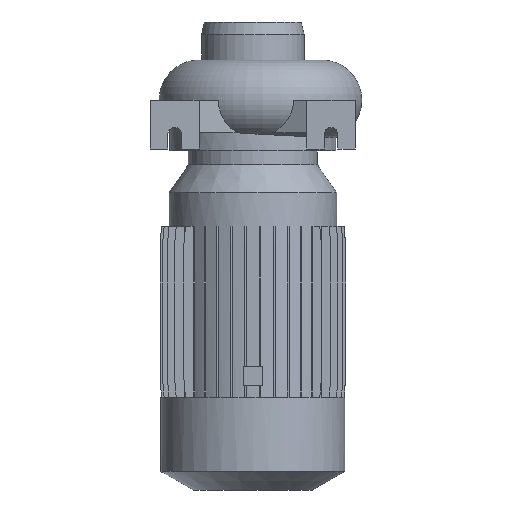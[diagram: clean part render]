
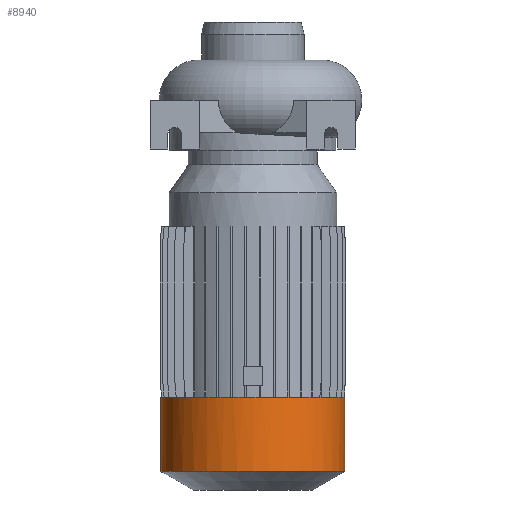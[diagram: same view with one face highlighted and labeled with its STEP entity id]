
A CAD part, front view. The second image highlights one B-rep face of the part: STEP entity #8940.
In plain terms, the highlighted cylindrical face has radius 94 mm (diameter 188 mm), a partial arc.
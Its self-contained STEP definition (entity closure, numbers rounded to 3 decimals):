
#1027 = CARTESIAN_POINT ( 'NONE',  ( -94., 0., -304. ) ) ;
#1032 = ORIENTED_EDGE ( 'NONE', *, *, #10424, .T. ) ;
#1090 = FACE_OUTER_BOUND ( 'NONE', #8830, .T. ) ;
#1812 = CARTESIAN_POINT ( 'NONE',  ( 0., 0., -380. ) ) ;
#1849 = ORIENTED_EDGE ( 'NONE', *, *, #3477, .F. ) ;
#1939 = DIRECTION ( 'NONE',  ( 1., 0., 0. ) ) ;
#2373 = CARTESIAN_POINT ( 'NONE',  ( 0., 0., -304. ) ) ;
#2506 = DIRECTION ( 'NONE',  ( 0., 0., 1. ) ) ;
#3092 = LINE ( 'NONE', #6869, #10234 ) ;
#3477 = EDGE_CURVE ( 'NONE', #3867, #7599, #9028, .T. ) ;
#3666 = CARTESIAN_POINT ( 'NONE',  ( 0., 0., 80. ) ) ;
#3867 = VERTEX_POINT ( 'NONE', #9566 ) ;
#4053 = CARTESIAN_POINT ( 'NONE',  ( 94., 0., -304. ) ) ;
#4408 = VERTEX_POINT ( 'NONE', #4053 ) ;
#4592 = CIRCLE ( 'NONE', #11412, 94. ) ;
#4827 = DIRECTION ( 'NONE',  ( 1., 0., 0. ) ) ;
#5175 = VERTEX_POINT ( 'NONE', #7726 ) ;
#5683 = VECTOR ( 'NONE', #2506, 1000. ) ;
#6030 = DIRECTION ( 'NONE',  ( 0., 0., 1. ) ) ;
#6163 = CARTESIAN_POINT ( 'NONE',  ( -94., 0., 80. ) ) ;
#6464 = CYLINDRICAL_SURFACE ( 'NONE', #7337, 94. ) ;
#6869 = CARTESIAN_POINT ( 'NONE',  ( 94., 0., 80. ) ) ;
#7337 = AXIS2_PLACEMENT_3D ( 'NONE', #3666, #9271, #4827 ) ;
#7599 = VERTEX_POINT ( 'NONE', #1027 ) ;
#7726 = CARTESIAN_POINT ( 'NONE',  ( 94., 0., -380. ) ) ;
#8707 = DIRECTION ( 'NONE',  ( 0., 0., 1. ) ) ;
#8830 = EDGE_LOOP ( 'NONE', ( #1849, #1032, #11409, #9982 ) ) ;
#8940 = ADVANCED_FACE ( 'NONE', ( #1090 ), #6464, .T. ) ;
#9028 = LINE ( 'NONE', #6163, #5683 ) ;
#9256 = DIRECTION ( 'NONE',  ( 0., 0., 1. ) ) ;
#9271 = DIRECTION ( 'NONE',  ( 0., 0., 1. ) ) ;
#9429 = EDGE_CURVE ( 'NONE', #5175, #4408, #3092, .T. ) ;
#9566 = CARTESIAN_POINT ( 'NONE',  ( -94., 0., -380. ) ) ;
#9860 = AXIS2_PLACEMENT_3D ( 'NONE', #1812, #9256, #1939 ) ;
#9982 = ORIENTED_EDGE ( 'NONE', *, *, #10077, .F. ) ;
#10077 = EDGE_CURVE ( 'NONE', #7599, #4408, #4592, .T. ) ;
#10234 = VECTOR ( 'NONE', #8707, 1000. ) ;
#10424 = EDGE_CURVE ( 'NONE', #3867, #5175, #12003, .T. ) ;
#10728 = DIRECTION ( 'NONE',  ( 1., 0., 0. ) ) ;
#11409 = ORIENTED_EDGE ( 'NONE', *, *, #9429, .T. ) ;
#11412 = AXIS2_PLACEMENT_3D ( 'NONE', #2373, #6030, #10728 ) ;
#12003 = CIRCLE ( 'NONE', #9860, 94. ) ;
